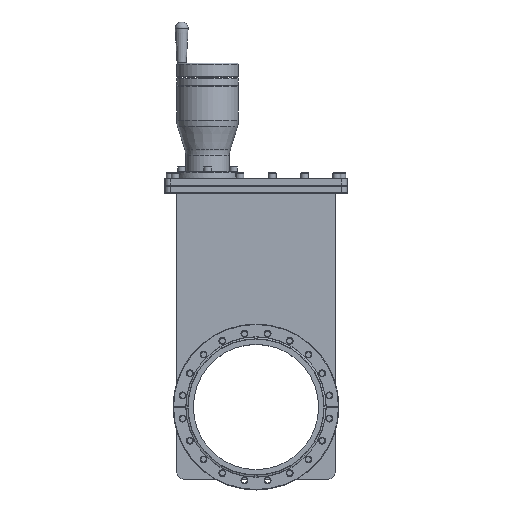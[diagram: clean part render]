
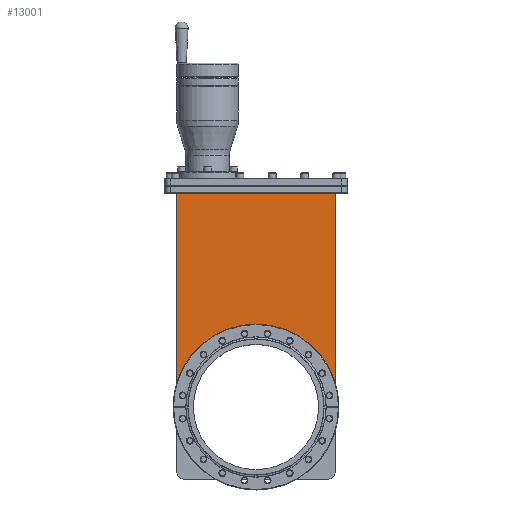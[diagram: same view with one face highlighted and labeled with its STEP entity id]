
A CAD part, top view. The second image highlights one B-rep face of the part: STEP entity #13001.
In plain terms, the highlighted planar face has unit normal (0, 0, 1).
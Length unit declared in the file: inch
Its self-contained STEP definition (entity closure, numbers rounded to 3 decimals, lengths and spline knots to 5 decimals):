
#4083=DIRECTION('',(0.,-1.,0.));
#4084=VECTOR('',#4083,9.15801);
#4085=CARTESIAN_POINT('',(3.805,10.273,0.7025));
#4086=LINE('',#4085,#4084);
#4087=CARTESIAN_POINT('',(0.,0.,0.7025));
#4088=DIRECTION('',(0.,0.,-1.));
#4089=DIRECTION('',(0.,1.,0.));
#4090=AXIS2_PLACEMENT_3D('',#4087,#4088,#4089);
#4092=CARTESIAN_POINT('',(0.,0.,0.7025));
#4093=DIRECTION('',(0.,0.,1.));
#4094=DIRECTION('',(0.,1.,0.));
#4095=AXIS2_PLACEMENT_3D('',#4092,#4093,#4094);
#4097=DIRECTION('',(0.,1.,0.));
#4098=VECTOR('',#4097,9.15801);
#4099=CARTESIAN_POINT('',(-3.805,1.11499,0.7025));
#4100=LINE('',#4099,#4098);
#4101=DIRECTION('',(1.,0.,0.));
#4102=VECTOR('',#4101,7.61);
#4103=CARTESIAN_POINT('',(-3.805,10.273,0.7025));
#4104=LINE('',#4103,#4102);
#5752=CARTESIAN_POINT('',(-3.805,10.273,0.7025));
#5753=CARTESIAN_POINT('',(3.805,10.273,0.7025));
#5754=VERTEX_POINT('',#5752);
#5755=VERTEX_POINT('',#5753);
#6680=CARTESIAN_POINT('',(3.805,1.11499,0.7025));
#6682=VERTEX_POINT('',#6680);
#6691=CARTESIAN_POINT('',(-3.805,1.11499,0.7025));
#6693=VERTEX_POINT('',#6691);
#6748=CARTESIAN_POINT('',(0.,3.965,0.7025));
#6749=VERTEX_POINT('',#6748);
#12989=CARTESIAN_POINT('',(0.,0.,0.7025));
#12990=DIRECTION('',(0.,0.,1.));
#12991=DIRECTION('',(1.,0.,0.));
#12992=AXIS2_PLACEMENT_3D('',#12989,#12990,#12991);
#12993=PLANE('',#12992);
#12994=ORIENTED_EDGE('',*,*,#11819,.T.);
#12995=ORIENTED_EDGE('',*,*,#12984,.F.);
#12996=ORIENTED_EDGE('',*,*,#12912,.T.);
#12997=ORIENTED_EDGE('',*,*,#7381,.T.);
#12998=ORIENTED_EDGE('',*,*,#7473,.T.);
#12999=EDGE_LOOP('',(#12994,#12995,#12996,#12997,#12998));
#13000=FACE_OUTER_BOUND('',#12999,.F.);
#4091=CIRCLE('',#4090,3.965);
#4096=CIRCLE('',#4095,3.965);
#7381=EDGE_CURVE('',#6693,#5754,#4100,.T.);
#7473=EDGE_CURVE('',#5754,#5755,#4104,.T.);
#11819=EDGE_CURVE('',#5755,#6682,#4086,.T.);
#12912=EDGE_CURVE('',#6749,#6693,#4096,.T.);
#12984=EDGE_CURVE('',#6749,#6682,#4091,.T.);
#13001=ADVANCED_FACE('',(#13000),#12993,.T.);
